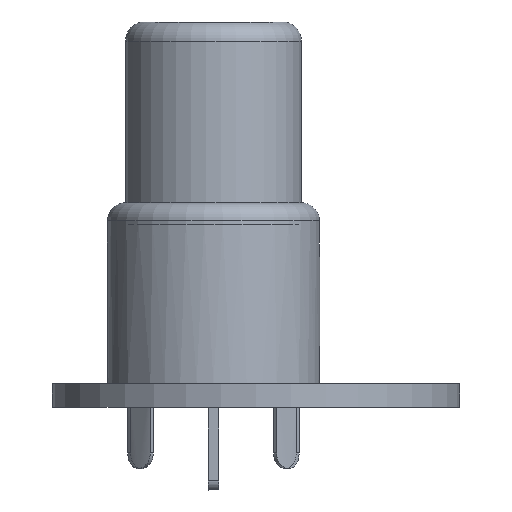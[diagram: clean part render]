
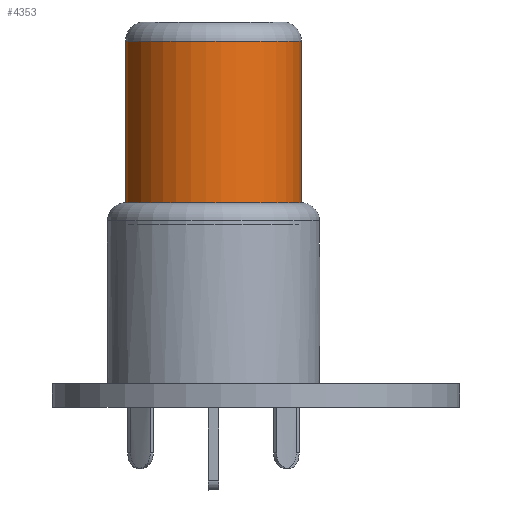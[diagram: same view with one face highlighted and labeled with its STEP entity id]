
A CAD part, left-side view. The second image highlights one B-rep face of the part: STEP entity #4353.
In plain terms, the highlighted cylindrical face has radius 4.15 mm (diameter 8.3 mm), a full revolution.
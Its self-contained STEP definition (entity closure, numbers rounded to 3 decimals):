
#4291 = EDGE_CURVE('',#4292,#4292,#4294,.T.);
#4292 = VERTEX_POINT('',#4293);
#4293 = CARTESIAN_POINT('',(-4.15,0.,8.5));
#4294 = CIRCLE('',#4295,4.15);
#4295 = AXIS2_PLACEMENT_3D('',#4296,#4297,#4298);
#4296 = CARTESIAN_POINT('',(0.,0.,8.5));
#4297 = DIRECTION('',(0.,0.,1.));
#4298 = DIRECTION('',(-1.,0.,0.));
#4320 = EDGE_CURVE('',#4321,#4321,#4323,.T.);
#4321 = VERTEX_POINT('',#4322);
#4322 = CARTESIAN_POINT('',(-4.15,0.,0.9));
#4323 = CIRCLE('',#4324,4.15);
#4324 = AXIS2_PLACEMENT_3D('',#4325,#4326,#4327);
#4325 = CARTESIAN_POINT('',(0.,0.,0.9));
#4326 = DIRECTION('',(0.,0.,-1.));
#4327 = DIRECTION('',(1.,0.,0.));
#4353 = ADVANCED_FACE('',(#4354),#4364,.T.);
#4354 = FACE_BOUND('',#4355,.T.);
#4355 = EDGE_LOOP('',(#4356,#4357,#4362,#4363));
#4356 = ORIENTED_EDGE('',*,*,#4291,.F.);
#4357 = ORIENTED_EDGE('',*,*,#4358,.F.);
#4358 = EDGE_CURVE('',#4321,#4292,#4359,.T.);
#4359 = B_SPLINE_CURVE_WITH_KNOTS('',1,(#4360,#4361),.UNSPECIFIED.,.F.,
  .F.,(2,2),(0.9,8.5),.PIECEWISE_BEZIER_KNOTS.);
#4360 = CARTESIAN_POINT('',(-4.15,0.,0.9));
#4361 = CARTESIAN_POINT('',(-4.15,0.,8.5));
#4362 = ORIENTED_EDGE('',*,*,#4320,.F.);
#4363 = ORIENTED_EDGE('',*,*,#4358,.T.);
#4364 = CYLINDRICAL_SURFACE('',#4365,4.15);
#4365 = AXIS2_PLACEMENT_3D('',#4366,#4367,#4368);
#4366 = CARTESIAN_POINT('',(0.,0.,0.));
#4367 = DIRECTION('',(0.,0.,1.));
#4368 = DIRECTION('',(-1.,0.,0.));
